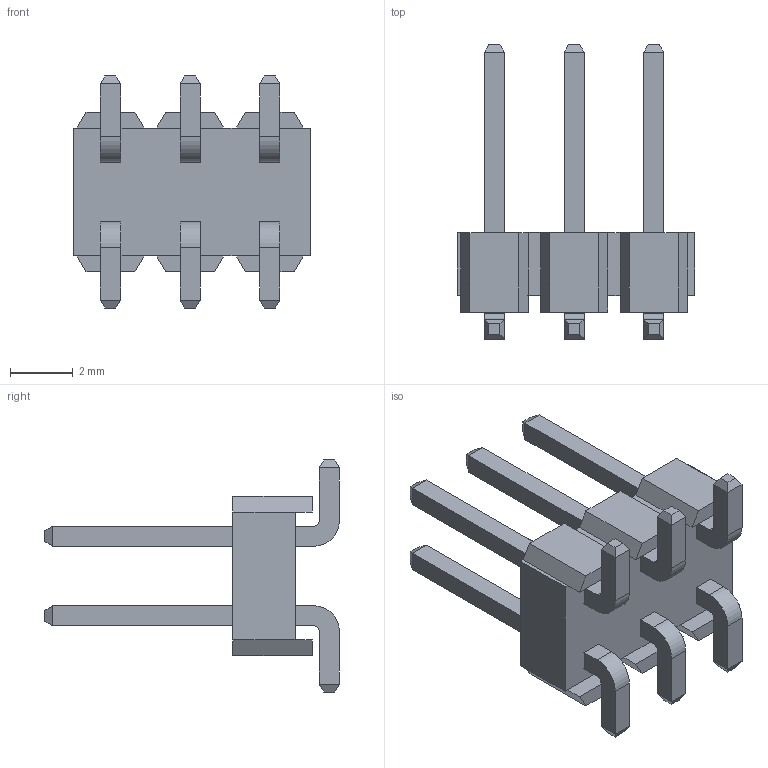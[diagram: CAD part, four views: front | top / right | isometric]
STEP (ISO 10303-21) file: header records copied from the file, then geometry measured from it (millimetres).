
FILE_DESCRIPTION (( 'STEP AP203' ), '1' );
FILE_NAME ('CH8106xM100-00-NH.STEP', '2018-08-09T07:12:21', ( '' ), ( '' ), 'SwSTEP 2.0', 'SolidWorks 2017', '' );
FILE_SCHEMA (( 'CONFIG_CONTROL_DESIGN' ));
Length unit declared in the file: millimetre
Products named in the file (3): CH84-M00; CH81 BASE xx_06; CH8106xM100-00-NH
Assembly tree (7 placements, depth 2):
  CH8106xM100-00-NH
    CH81 BASE xx_06
    CH84-M00  x6
Bounding box: 7.56 x 9.4 x 7.4 mm (x, y, z)
Volume: 98.2 mm3; surface area: 342 mm2
Topology: 7 solids, 7 shells, 174 faces, 420 edges, 260 vertices
Faces by surface type: plane 162, cylinder 12
Entity records: 2997 total; most frequent: CARTESIAN_POINT 454, ORIENTED_EDGE 440, DIRECTION 412, EDGE_CURVE 220, VECTOR 216, LINE 216, VERTEX_POINT 140, AXIS2_PLACEMENT_3D 98
